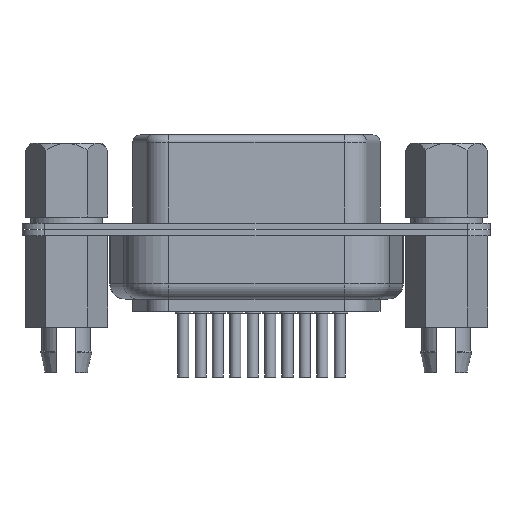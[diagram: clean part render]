
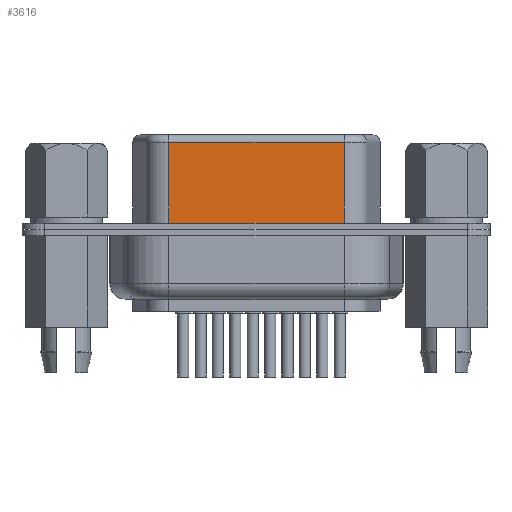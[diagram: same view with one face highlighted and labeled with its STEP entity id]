
A CAD part, front view. The second image highlights one B-rep face of the part: STEP entity #3616.
In plain terms, the highlighted planar face has unit normal (0, -1, 0).
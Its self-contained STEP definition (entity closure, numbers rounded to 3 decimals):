
#3355 = VERTEX_POINT ( 'NONE', #10064 ) ;
#3357 = EDGE_CURVE ( 'NONE', #3358, #3355, #10063, .T. ) ;
#3358 = VERTEX_POINT ( 'NONE', #10059 ) ;
#3609 = EDGE_CURVE ( 'NONE', #3610, #3358, #10542, .T. ) ;
#3610 = VERTEX_POINT ( 'NONE', #10538 ) ;
#3616 = ADVANCED_FACE ( 'NONE', ( #10532 ), #10531, .F. ) ;
#3617 = EDGE_LOOP ( 'NONE', ( #3618, #3666, #3668, #3670 ) ) ;
#3618 = ORIENTED_EDGE ( 'NONE', *, *, #3619, .F. ) ;
#3619 = EDGE_CURVE ( 'NONE', #3620, #3355, #10529, .T. ) ;
#3620 = VERTEX_POINT ( 'NONE', #10588 ) ;
#3666 = ORIENTED_EDGE ( 'NONE', *, *, #3667, .T. ) ;
#3667 = EDGE_CURVE ( 'NONE', #3620, #3610, #10660, .T. ) ;
#3668 = ORIENTED_EDGE ( 'NONE', *, *, #3609, .T. ) ;
#3670 = ORIENTED_EDGE ( 'NONE', *, *, #3357, .T. ) ;
#10059 = CARTESIAN_POINT ( 'NONE',  ( -5.786, -3.95, 0. ) ) ;
#10060 = DIRECTION ( 'NONE',  ( 1., 0., 0. ) ) ;
#10061 = VECTOR ( 'NONE', #10060, 1000. ) ;
#10062 = CARTESIAN_POINT ( 'NONE',  ( 5.786, -3.95, 0. ) ) ;
#10063 = LINE ( 'NONE', #10062, #10061 ) ;
#10064 = CARTESIAN_POINT ( 'NONE',  ( 5.786, -3.95, 0. ) ) ;
#10526 = DIRECTION ( 'NONE',  ( -1., 0., 0. ) ) ;
#10527 = DIRECTION ( 'NONE',  ( 0., 1., 0. ) ) ;
#10528 = AXIS2_PLACEMENT_3D ( 'NONE', #10530, #10527, #10526 ) ;
#10529 = LINE ( 'NONE', #10591, #10590 ) ;
#10530 = CARTESIAN_POINT ( 'NONE',  ( 5.786, -3.95, 5.8 ) ) ;
#10531 = PLANE ( 'NONE',  #10528 ) ;
#10532 = FACE_OUTER_BOUND ( 'NONE', #3617, .T. ) ;
#10538 = CARTESIAN_POINT ( 'NONE',  ( -5.786, -3.95, 5.3 ) ) ;
#10539 = DIRECTION ( 'NONE',  ( 0., 0., -1. ) ) ;
#10540 = VECTOR ( 'NONE', #10539, 1000. ) ;
#10541 = CARTESIAN_POINT ( 'NONE',  ( -5.786, -3.95, 5.8 ) ) ;
#10542 = LINE ( 'NONE', #10541, #10540 ) ;
#10588 = CARTESIAN_POINT ( 'NONE',  ( 5.786, -3.95, 5.3 ) ) ;
#10589 = DIRECTION ( 'NONE',  ( 0., 0., -1. ) ) ;
#10590 = VECTOR ( 'NONE', #10589, 1000. ) ;
#10591 = CARTESIAN_POINT ( 'NONE',  ( 5.786, -3.95, 5.8 ) ) ;
#10657 = DIRECTION ( 'NONE',  ( -1., 0., 0. ) ) ;
#10658 = VECTOR ( 'NONE', #10657, 1000. ) ;
#10659 = CARTESIAN_POINT ( 'NONE',  ( 5.786, -3.95, 5.3 ) ) ;
#10660 = LINE ( 'NONE', #10659, #10658 ) ;
